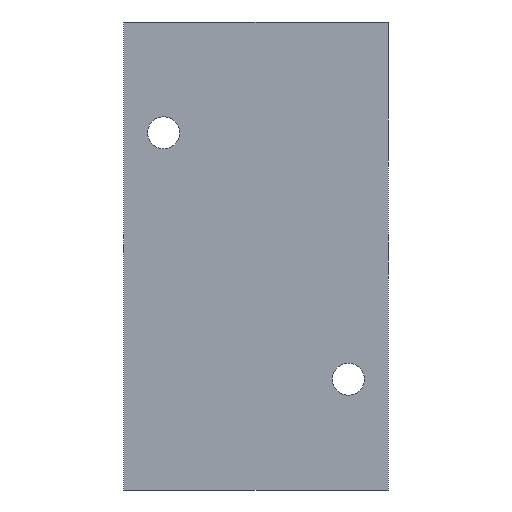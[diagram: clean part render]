
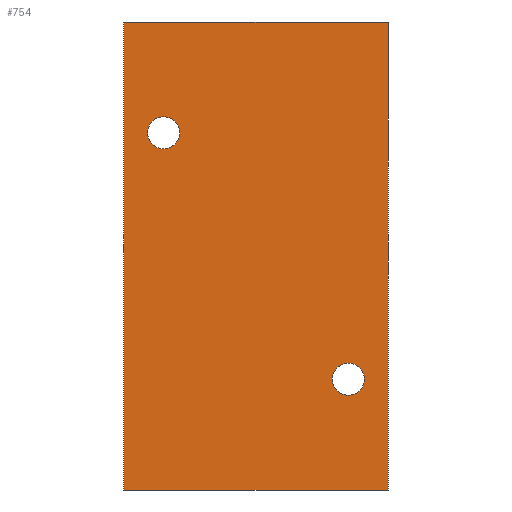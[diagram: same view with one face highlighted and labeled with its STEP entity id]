
A CAD part, front view. The second image highlights one B-rep face of the part: STEP entity #754.
In plain terms, the highlighted planar face has unit normal (0, -1, 0).
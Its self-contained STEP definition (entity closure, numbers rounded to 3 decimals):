
#26 = EDGE_CURVE ( 'NONE', #676, #563, #1256, .T. ) ;
#39 = VECTOR ( 'NONE', #260, 1000. ) ;
#51 = LINE ( 'NONE', #1190, #1165 ) ;
#54 = FACE_BOUND ( 'NONE', #295, .T. ) ;
#89 = VERTEX_POINT ( 'NONE', #308 ) ;
#134 = ORIENTED_EDGE ( 'NONE', *, *, #1038, .F. ) ;
#171 = PLANE ( 'NONE',  #1057 ) ;
#188 = CARTESIAN_POINT ( 'NONE',  ( -15., -14., 17.4 ) ) ;
#202 = CIRCLE ( 'NONE', #1302, 2.6 ) ;
#223 = ORIENTED_EDGE ( 'NONE', *, *, #438, .T. ) ;
#248 = CARTESIAN_POINT ( 'NONE',  ( 15., -14., -20. ) ) ;
#258 = EDGE_CURVE ( 'NONE', #1146, #799, #51, .T. ) ;
#260 = DIRECTION ( 'NONE',  ( 1., 0., 0. ) ) ;
#285 = ORIENTED_EDGE ( 'NONE', *, *, #258, .T. ) ;
#295 = EDGE_LOOP ( 'NONE', ( #417, #134 ) ) ;
#308 = CARTESIAN_POINT ( 'NONE',  ( 15., -14., -22.6 ) ) ;
#317 = DIRECTION ( 'NONE',  ( 0., 0., -1. ) ) ;
#329 = DIRECTION ( 'NONE',  ( 0., 1., 0. ) ) ;
#353 = VECTOR ( 'NONE', #317, 1000. ) ;
#389 = VERTEX_POINT ( 'NONE', #1132 ) ;
#411 = CIRCLE ( 'NONE', #1508, 2.6 ) ;
#417 = ORIENTED_EDGE ( 'NONE', *, *, #748, .F. ) ;
#433 = DIRECTION ( 'NONE',  ( 0., 0., 1. ) ) ;
#438 = EDGE_CURVE ( 'NONE', #799, #563, #581, .T. ) ;
#563 = VERTEX_POINT ( 'NONE', #1179 ) ;
#581 = LINE ( 'NONE', #1698, #873 ) ;
#605 = DIRECTION ( 'NONE',  ( 0., 0., -1. ) ) ;
#606 = FACE_OUTER_BOUND ( 'NONE', #762, .T. ) ;
#629 = AXIS2_PLACEMENT_3D ( 'NONE', #744, #1691, #1292 ) ;
#652 = DIRECTION ( 'NONE',  ( 0., -1., 0. ) ) ;
#676 = VERTEX_POINT ( 'NONE', #1640 ) ;
#714 = ORIENTED_EDGE ( 'NONE', *, *, #1602, .F. ) ;
#737 = EDGE_LOOP ( 'NONE', ( #1139, #1790 ) ) ;
#744 = CARTESIAN_POINT ( 'NONE',  ( 15., -14., -20. ) ) ;
#748 = EDGE_CURVE ( 'NONE', #89, #389, #878, .T. ) ;
#754 = ADVANCED_FACE ( 'NONE', ( #54, #606, #1017 ), #171, .F. ) ;
#762 = EDGE_LOOP ( 'NONE', ( #223, #1618, #714, #285 ) ) ;
#799 = VERTEX_POINT ( 'NONE', #1025 ) ;
#821 = LINE ( 'NONE', #1479, #39 ) ;
#834 = CARTESIAN_POINT ( 'NONE',  ( -15., -14., 20. ) ) ;
#856 = DIRECTION ( 'NONE',  ( 0., -1., 0. ) ) ;
#857 = DIRECTION ( 'NONE',  ( 1., 0., 0. ) ) ;
#873 = VECTOR ( 'NONE', #857, 1000. ) ;
#878 = CIRCLE ( 'NONE', #629, 2.6 ) ;
#882 = CARTESIAN_POINT ( 'NONE',  ( -15., -14., 20. ) ) ;
#899 = VERTEX_POINT ( 'NONE', #904 ) ;
#904 = CARTESIAN_POINT ( 'NONE',  ( -15., -14., 22.6 ) ) ;
#1014 = CIRCLE ( 'NONE', #1192, 2.6 ) ;
#1017 = FACE_BOUND ( 'NONE', #737, .T. ) ;
#1025 = CARTESIAN_POINT ( 'NONE',  ( -21.5, -14., -38. ) ) ;
#1038 = EDGE_CURVE ( 'NONE', #389, #89, #202, .T. ) ;
#1057 = AXIS2_PLACEMENT_3D ( 'NONE', #1571, #329, #433 ) ;
#1132 = CARTESIAN_POINT ( 'NONE',  ( 15., -14., -17.4 ) ) ;
#1139 = ORIENTED_EDGE ( 'NONE', *, *, #1174, .F. ) ;
#1146 = VERTEX_POINT ( 'NONE', #1791 ) ;
#1155 = EDGE_CURVE ( 'NONE', #899, #1215, #1014, .T. ) ;
#1165 = VECTOR ( 'NONE', #605, 1000. ) ;
#1174 = EDGE_CURVE ( 'NONE', #1215, #899, #411, .T. ) ;
#1179 = CARTESIAN_POINT ( 'NONE',  ( 21.5, -14., -38. ) ) ;
#1190 = CARTESIAN_POINT ( 'NONE',  ( -21.5, -14., 38. ) ) ;
#1192 = AXIS2_PLACEMENT_3D ( 'NONE', #834, #1658, #1386 ) ;
#1200 = DIRECTION ( 'NONE',  ( 0., 0., -1. ) ) ;
#1215 = VERTEX_POINT ( 'NONE', #188 ) ;
#1256 = LINE ( 'NONE', #1524, #353 ) ;
#1276 = DIRECTION ( 'NONE',  ( 0., 0., -1. ) ) ;
#1292 = DIRECTION ( 'NONE',  ( 0., 0., -1. ) ) ;
#1302 = AXIS2_PLACEMENT_3D ( 'NONE', #248, #652, #1200 ) ;
#1386 = DIRECTION ( 'NONE',  ( 0., 0., -1. ) ) ;
#1479 = CARTESIAN_POINT ( 'NONE',  ( -21.5, -14., 38. ) ) ;
#1508 = AXIS2_PLACEMENT_3D ( 'NONE', #882, #856, #1276 ) ;
#1524 = CARTESIAN_POINT ( 'NONE',  ( 21.5, -14., 38. ) ) ;
#1571 = CARTESIAN_POINT ( 'NONE',  ( -21.5, -14., 38. ) ) ;
#1602 = EDGE_CURVE ( 'NONE', #1146, #676, #821, .T. ) ;
#1618 = ORIENTED_EDGE ( 'NONE', *, *, #26, .F. ) ;
#1640 = CARTESIAN_POINT ( 'NONE',  ( 21.5, -14., 38. ) ) ;
#1658 = DIRECTION ( 'NONE',  ( 0., -1., 0. ) ) ;
#1691 = DIRECTION ( 'NONE',  ( 0., -1., 0. ) ) ;
#1698 = CARTESIAN_POINT ( 'NONE',  ( -21.5, -14., -38. ) ) ;
#1790 = ORIENTED_EDGE ( 'NONE', *, *, #1155, .F. ) ;
#1791 = CARTESIAN_POINT ( 'NONE',  ( -21.5, -14., 38. ) ) ;
